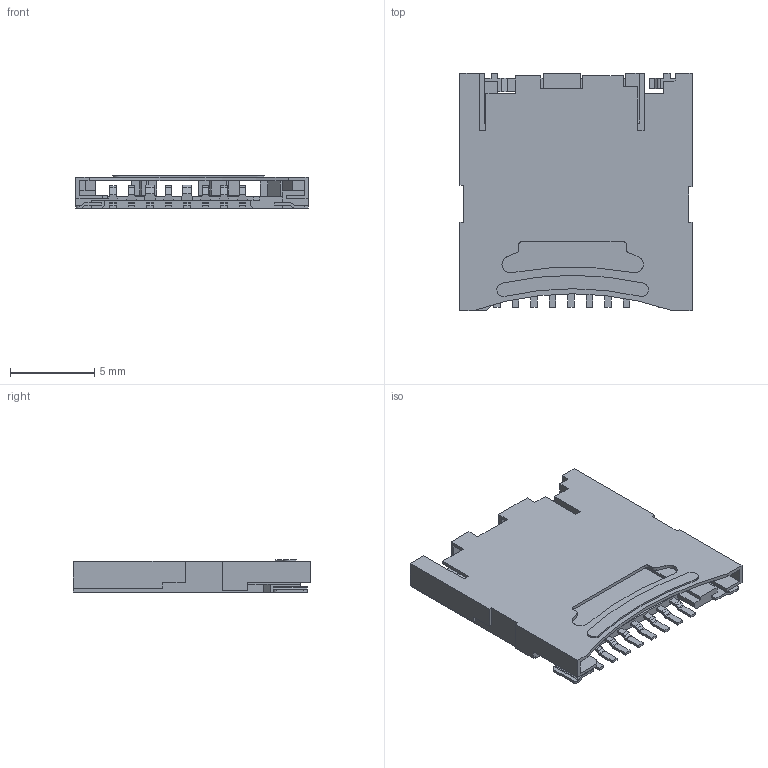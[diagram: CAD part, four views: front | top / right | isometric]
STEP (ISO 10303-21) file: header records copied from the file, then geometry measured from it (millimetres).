
FILE_DESCRIPTION(/* description */ (''),/* implementation_level */ '2;1');
FILE_NAME(/* name */ 'DM3CS-SF.step',/* time_stamp */ '2023-11-17T12:46:08+09:00',/* author */ (''),/* organization */ (''),/* preprocessor_version */ 'ST-DEVELOPER v20',/* originating_system */ 'Autodesk Translation Framework v12.14.0.127',/* authorisation */ '');
FILE_SCHEMA (('AUTOMOTIVE_DESIGN { 1 0 10303 214 3 1 1 }'));
Length unit declared in the file: millimetre
Products named in the file (1): DM3CS-SF
Bounding box: 13.8 x 14.1 x 1.93 mm (x, y, z)
Volume: 142 mm3; surface area: 751.6 mm2
Topology: 9 solids, 9 shells, 502 faces, 1433 edges, 951 vertices
Faces by surface type: plane 401, cylinder 99, bspline 2
Entity records: 16586 total; most frequent: CARTESIAN_POINT 2985, ORIENTED_EDGE 2866, DIRECTION 2633, EDGE_CURVE 1433, LINE 1227, VECTOR 1227, VERTEX_POINT 951, AXIS2_PLACEMENT_3D 703
